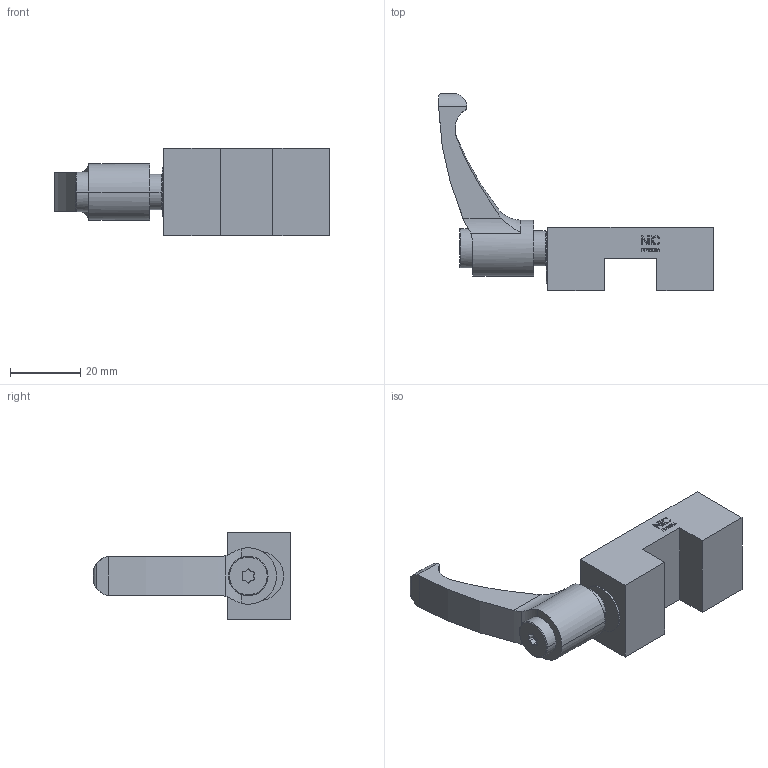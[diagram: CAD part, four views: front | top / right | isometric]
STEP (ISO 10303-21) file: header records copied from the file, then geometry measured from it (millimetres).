
FILE_DESCRIPTION((''),'2;1');
FILE_NAME('FF1501A-NIC','2023-07-12T17:33:20',('lx'),(''),'CREO PARAMETRIC BY PTC INC, 2018100','CREO PARAMETRIC BY PTC INC, 2018100','');
FILE_SCHEMA(('CONFIG_CONTROL_DESIGN'));
Length unit declared in the file: millimetre
Products named in the file (1): FF1501A-NIC
Bounding box: 78 x 56 x 25 mm (x, y, z)
Volume: 24201.9 mm3; surface area: 10132.3 mm2
Topology: 1 solids, 3 shells, 288 faces, 786 edges, 524 vertices
Faces by surface type: plane 227, cylinder 51, cone 4, torus 4, bspline 2
Entity records: 9232 total; most frequent: CARTESIAN_POINT 1831, ORIENTED_EDGE 1570, DIRECTION 1444, EDGE_CURVE 786, VECTOR 646, LINE 646, VERTEX_POINT 524, AXIS2_PLACEMENT_3D 399
